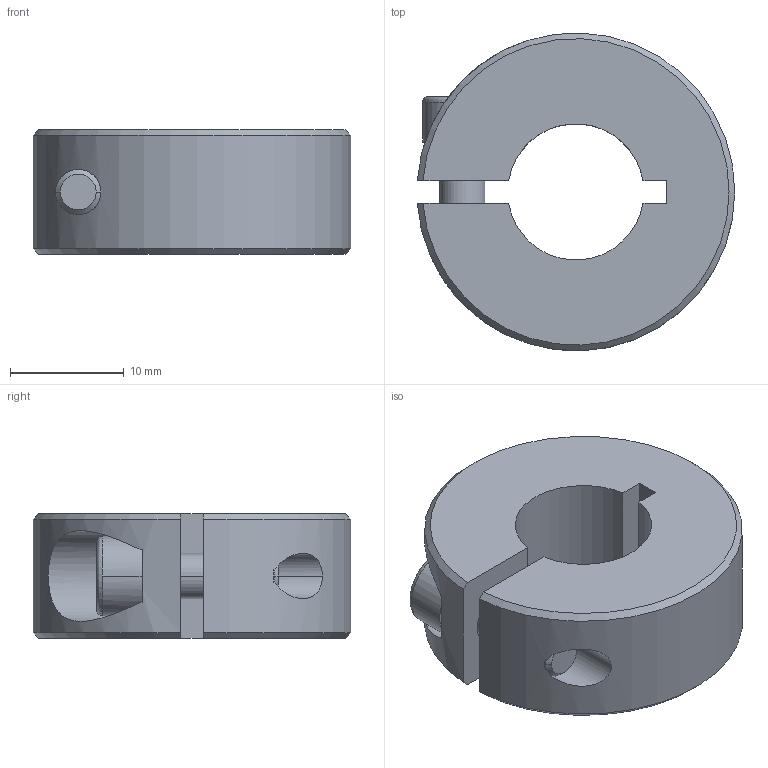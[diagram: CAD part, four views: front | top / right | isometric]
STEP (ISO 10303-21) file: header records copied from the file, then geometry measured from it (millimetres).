
FILE_DESCRIPTION(('Creo Elements/Direct Modeling STEP Export'),'2;1');
FILE_NAME('307718_Klemmring_geschlitzt-Ø12-AL.stp','2022-12-12T14:09:17',(''),(''),'PTC Creo Elements/Direct Modeling STEP processor for AP214 (Solid Model)','PTC Creo Elements/Direct Modeling 19.0C 15-Aug-2015 (C) Parametric Technology GmbH','');
FILE_SCHEMA(('AUTOMOTIVE_DESIGN { 1 0 10303 214 1 1 1 1 }'));
Length unit declared in the file: millimetre
Products named in the file (2): Klemmring_geschlitzt-Ø12-AL_307718_PX183607
Assembly tree (1 placements, depth 2):
  Klemmring_geschlitzt-Ø12-AL_307718_PX183607
    Klemmring_geschlitzt-Ø12-AL_307718_PX183607
Bounding box: 27.96 x 27.98 x 11 mm (x, y, z)
Volume: 5166.4 mm3; surface area: 2779.8 mm2
Topology: 1 solids, 1 shells, 37 faces, 92 edges, 61 vertices
Faces by surface type: plane 19, cylinder 12, cone 4, torus 2
Entity records: 1336 total; most frequent: CARTESIAN_POINT 298, ORIENTED_EDGE 184, DIRECTION 169, EDGE_CURVE 92, VERTEX_POINT 61, AXIS2_PLACEMENT_3D 60, VECTOR 49, LINE 49
